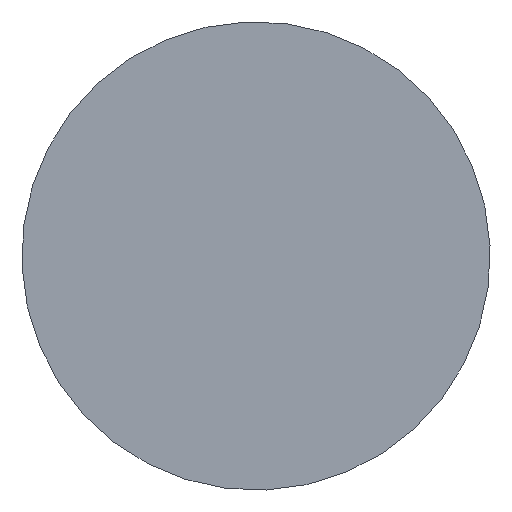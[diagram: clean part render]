
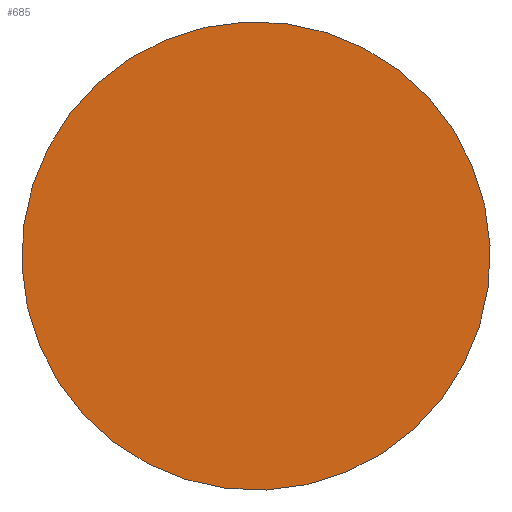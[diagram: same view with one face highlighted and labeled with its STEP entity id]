
A CAD part, front view. The second image highlights one B-rep face of the part: STEP entity #685.
In plain terms, the highlighted planar face has unit normal (0, -1, 0).
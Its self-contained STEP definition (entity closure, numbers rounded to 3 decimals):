
#143=FACE_OUTER_BOUND('',#184,.T.);
#184=EDGE_LOOP('',(#472,#473));
#230=CIRCLE('',#753,8.);
#231=CIRCLE('',#754,8.);
#293=VERTEX_POINT('',#1089);
#294=VERTEX_POINT('',#1090);
#364=EDGE_CURVE('',#293,#294,#230,.T.);
#365=EDGE_CURVE('',#294,#293,#231,.T.);
#472=ORIENTED_EDGE('',*,*,#364,.T.);
#473=ORIENTED_EDGE('',*,*,#365,.T.);
#670=PLANE('',#752);
#685=ADVANCED_FACE('',(#143),#670,.T.);
#752=AXIS2_PLACEMENT_3D('',#1088,#866,#867);
#753=AXIS2_PLACEMENT_3D('',#1091,#868,#869);
#754=AXIS2_PLACEMENT_3D('',#1092,#870,#871);
#866=DIRECTION('center_axis',(0.,-1.,0.));
#867=DIRECTION('ref_axis',(0.218,0.,-0.976));
#868=DIRECTION('center_axis',(0.,-1.,0.));
#869=DIRECTION('ref_axis',(0.976,0.,0.218));
#870=DIRECTION('center_axis',(0.,-1.,0.));
#871=DIRECTION('ref_axis',(0.976,0.,0.218));
#1088=CARTESIAN_POINT('Origin',(0.,0.,0.));
#1089=CARTESIAN_POINT('',(7.808,0.,1.742));
#1090=CARTESIAN_POINT('',(-1.742,0.,7.808));
#1091=CARTESIAN_POINT('Origin',(0.,0.,0.));
#1092=CARTESIAN_POINT('Origin',(0.,0.,0.));
